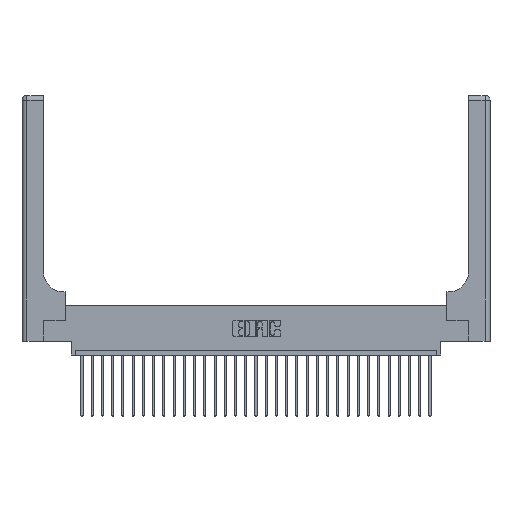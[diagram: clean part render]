
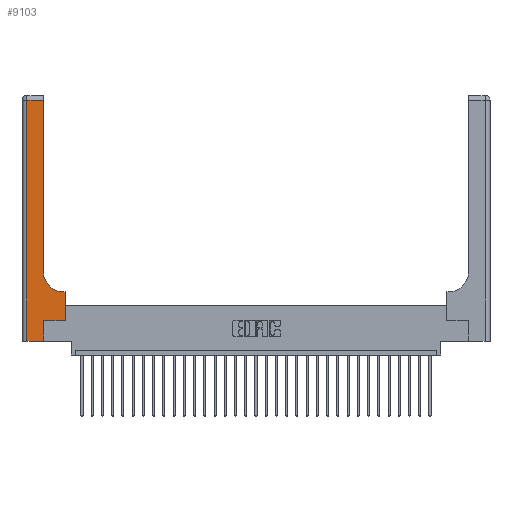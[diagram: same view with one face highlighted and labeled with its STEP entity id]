
A CAD part, top view. The second image highlights one B-rep face of the part: STEP entity #9103.
In plain terms, the highlighted planar face has unit normal (0, 0, 1).
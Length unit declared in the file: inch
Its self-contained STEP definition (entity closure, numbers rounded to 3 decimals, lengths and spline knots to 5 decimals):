
#80 = CARTESIAN_POINT ( 'NONE',  ( 0.26, 2.94, 0.37 ) ) ;
#1554 = VERTEX_POINT ( 'NONE', #12188 ) ;
#1695 = CARTESIAN_POINT ( 'NONE',  ( 0.26, 3., 0.37 ) ) ;
#1710 = EDGE_CURVE ( 'NONE', #2677, #4650, #24250, .T. ) ;
#2124 = EDGE_CURVE ( 'NONE', #14480, #19813, #13070, .T. ) ;
#2143 = VERTEX_POINT ( 'NONE', #16368 ) ;
#2534 = CARTESIAN_POINT ( 'NONE',  ( 0.06, 2.94, 0.37 ) ) ;
#2677 = VERTEX_POINT ( 'NONE', #23458 ) ;
#3017 = DIRECTION ( 'NONE',  ( 1., 0., 0. ) ) ;
#3057 = ORIENTED_EDGE ( 'NONE', *, *, #21974, .T. ) ;
#3155 = CARTESIAN_POINT ( 'NONE',  ( 0.528, 0.25, 0.37 ) ) ;
#3416 = CARTESIAN_POINT ( 'NONE',  ( 0.265, 0., 0.37 ) ) ;
#3560 = CARTESIAN_POINT ( 'NONE',  ( 0.06, 3., 0.37 ) ) ;
#4650 = VERTEX_POINT ( 'NONE', #27027 ) ;
#5116 = ORIENTED_EDGE ( 'NONE', *, *, #23436, .T. ) ;
#5537 = FACE_OUTER_BOUND ( 'NONE', #7423, .T. ) ;
#6626 = ORIENTED_EDGE ( 'NONE', *, *, #2124, .T. ) ;
#6793 = VERTEX_POINT ( 'NONE', #26469 ) ;
#7014 = ORIENTED_EDGE ( 'NONE', *, *, #19585, .T. ) ;
#7124 = LINE ( 'NONE', #1695, #27413 ) ;
#7380 = LINE ( 'NONE', #8561, #27663 ) ;
#7423 = EDGE_LOOP ( 'NONE', ( #7014, #14518, #5116, #3057, #28002, #6626, #20547, #21900, #26103 ) ) ;
#8561 = CARTESIAN_POINT ( 'NONE',  ( 0., 0., 0.37 ) ) ;
#9103 = ADVANCED_FACE ( 'NONE', ( #5537 ), #15806, .F. ) ;
#9181 = EDGE_CURVE ( 'NONE', #4650, #6793, #27196, .T. ) ;
#11116 = LINE ( 'NONE', #3560, #14834 ) ;
#11625 = DIRECTION ( 'NONE',  ( 0., 0., -1. ) ) ;
#11815 = CARTESIAN_POINT ( 'NONE',  ( 0., 2.94, 0.37 ) ) ;
#11916 = CARTESIAN_POINT ( 'NONE',  ( 0.265, 0.25, 0.37 ) ) ;
#12188 = CARTESIAN_POINT ( 'NONE',  ( 0.265, 0., 0.37 ) ) ;
#12293 = CARTESIAN_POINT ( 'NONE',  ( 0.51, 0.85, 0.37 ) ) ;
#12598 = CARTESIAN_POINT ( 'NONE',  ( 0.265, 0.25, 0.37 ) ) ;
#13070 = LINE ( 'NONE', #11916, #20183 ) ;
#13566 = EDGE_CURVE ( 'NONE', #1554, #14480, #24608, .T. ) ;
#14184 = DIRECTION ( 'NONE',  ( 1., 0., 0. ) ) ;
#14480 = VERTEX_POINT ( 'NONE', #12598 ) ;
#14518 = ORIENTED_EDGE ( 'NONE', *, *, #17813, .T. ) ;
#14675 = LINE ( 'NONE', #11815, #21103 ) ;
#14790 = VECTOR ( 'NONE', #23932, 39.37008 ) ;
#14834 = VECTOR ( 'NONE', #27480, 39.37008 ) ;
#15072 = DIRECTION ( 'NONE',  ( 1., 0., 0. ) ) ;
#15806 = PLANE ( 'NONE',  #20833 ) ;
#16175 = DIRECTION ( 'NONE',  ( -1., 0., 0. ) ) ;
#16368 = CARTESIAN_POINT ( 'NONE',  ( 0.06, 0., 0.37 ) ) ;
#17507 = LINE ( 'NONE', #18061, #14790 ) ;
#17813 = EDGE_CURVE ( 'NONE', #23691, #18751, #14675, .T. ) ;
#18061 = CARTESIAN_POINT ( 'NONE',  ( 0.528, 0.25, 0.37 ) ) ;
#18063 = CARTESIAN_POINT ( 'NONE',  ( 0., 3., 0.37 ) ) ;
#18581 = DIRECTION ( 'NONE',  ( -1., 0., 0. ) ) ;
#18751 = VERTEX_POINT ( 'NONE', #2534 ) ;
#19102 = DIRECTION ( 'NONE',  ( 0., 1., 0. ) ) ;
#19554 = VECTOR ( 'NONE', #22926, 39.37008 ) ;
#19585 = EDGE_CURVE ( 'NONE', #6793, #23691, #7124, .T. ) ;
#19813 = VERTEX_POINT ( 'NONE', #3155 ) ;
#20183 = VECTOR ( 'NONE', #3017, 39.37008 ) ;
#20547 = ORIENTED_EDGE ( 'NONE', *, *, #22211, .T. ) ;
#20833 = AXIS2_PLACEMENT_3D ( 'NONE', #18063, #11625, #26660 ) ;
#20851 = CARTESIAN_POINT ( 'NONE',  ( 0.26, 0.6, 0.37 ) ) ;
#21103 = VECTOR ( 'NONE', #16175, 39.37008 ) ;
#21900 = ORIENTED_EDGE ( 'NONE', *, *, #1710, .T. ) ;
#21974 = EDGE_CURVE ( 'NONE', #2143, #1554, #7380, .T. ) ;
#22211 = EDGE_CURVE ( 'NONE', #19813, #2677, #17507, .T. ) ;
#22281 = AXIS2_PLACEMENT_3D ( 'NONE', #12293, #27131, #14184 ) ;
#22926 = DIRECTION ( 'NONE',  ( 0., 1., 0. ) ) ;
#23436 = EDGE_CURVE ( 'NONE', #18751, #2143, #11116, .T. ) ;
#23458 = CARTESIAN_POINT ( 'NONE',  ( 0.528, 0.6, 0.37 ) ) ;
#23691 = VERTEX_POINT ( 'NONE', #80 ) ;
#23932 = DIRECTION ( 'NONE',  ( 0., 1., 0. ) ) ;
#24250 = LINE ( 'NONE', #20851, #26953 ) ;
#24608 = LINE ( 'NONE', #3416, #19554 ) ;
#26103 = ORIENTED_EDGE ( 'NONE', *, *, #9181, .T. ) ;
#26469 = CARTESIAN_POINT ( 'NONE',  ( 0.26, 0.85, 0.37 ) ) ;
#26660 = DIRECTION ( 'NONE',  ( -1., 0., 0. ) ) ;
#26953 = VECTOR ( 'NONE', #18581, 39.37008 ) ;
#27027 = CARTESIAN_POINT ( 'NONE',  ( 0.51, 0.6, 0.37 ) ) ;
#27131 = DIRECTION ( 'NONE',  ( 0., 0., -1. ) ) ;
#27196 = CIRCLE ( 'NONE', #22281, 0.25 ) ;
#27413 = VECTOR ( 'NONE', #19102, 39.37008 ) ;
#27480 = DIRECTION ( 'NONE',  ( 0., -1., 0. ) ) ;
#27663 = VECTOR ( 'NONE', #15072, 39.37008 ) ;
#28002 = ORIENTED_EDGE ( 'NONE', *, *, #13566, .T. ) ;
